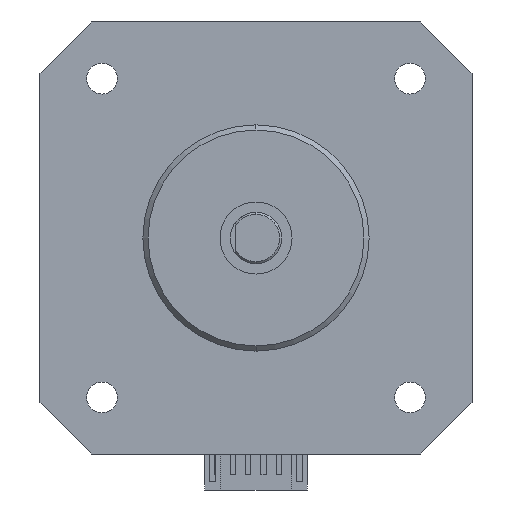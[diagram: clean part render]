
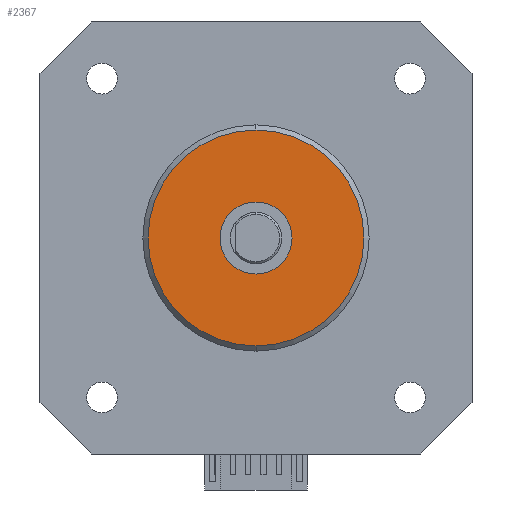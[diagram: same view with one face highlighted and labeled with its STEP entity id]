
A CAD part, left-side view. The second image highlights one B-rep face of the part: STEP entity #2367.
In plain terms, the highlighted planar face has unit normal (-1, 0, 0).
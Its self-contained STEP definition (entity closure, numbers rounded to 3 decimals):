
#37 = CARTESIAN_POINT ( 'NONE',  ( -35.7, 0., 0. ) ) ;
#441 = CARTESIAN_POINT ( 'NONE',  ( -35.7, 0., 3.5 ) ) ;
#443 = DIRECTION ( 'NONE',  ( -1., 0., 0. ) ) ;
#463 = CARTESIAN_POINT ( 'NONE',  ( -35.7, 0., 0. ) ) ;
#535 = DIRECTION ( 'NONE',  ( 0., 0., 1. ) ) ;
#559 = CARTESIAN_POINT ( 'NONE',  ( -35.7, 0., 0. ) ) ;
#876 = EDGE_CURVE ( 'NONE', #4471, #3120, #3628, .T. ) ;
#892 = ORIENTED_EDGE ( 'NONE', *, *, #876, .F. ) ;
#951 = DIRECTION ( 'NONE',  ( -1., 0., 0. ) ) ;
#996 = CIRCLE ( 'NONE', #3957, 10.5 ) ;
#1042 = DIRECTION ( 'NONE',  ( 0., 0., 1. ) ) ;
#1114 = ORIENTED_EDGE ( 'NONE', *, *, #4162, .F. ) ;
#1362 = FACE_BOUND ( 'NONE', #4336, .T. ) ;
#1400 = DIRECTION ( 'NONE',  ( -1., 0., 0. ) ) ;
#1591 = EDGE_LOOP ( 'NONE', ( #4307, #4161 ) ) ;
#1881 = CARTESIAN_POINT ( 'NONE',  ( -35.7, 0., 10.5 ) ) ;
#1954 = EDGE_CURVE ( 'NONE', #3327, #4763, #996, .T. ) ;
#2076 = AXIS2_PLACEMENT_3D ( 'NONE', #2639, #1400, #1042 ) ;
#2079 = DIRECTION ( 'NONE',  ( 0., 0., 1. ) ) ;
#2219 = DIRECTION ( 'NONE',  ( -1., 0., 0. ) ) ;
#2297 = CARTESIAN_POINT ( 'NONE',  ( -35.7, 0., 0. ) ) ;
#2349 = EDGE_CURVE ( 'NONE', #4763, #3327, #5148, .T. ) ;
#2367 = ADVANCED_FACE ( 'NONE', ( #4644, #1362 ), #5012, .T. ) ;
#2639 = CARTESIAN_POINT ( 'NONE',  ( -35.7, 0., 0. ) ) ;
#2895 = DIRECTION ( 'NONE',  ( 0., 0., 1. ) ) ;
#3008 = DIRECTION ( 'NONE',  ( 0., 0., 1. ) ) ;
#3120 = VERTEX_POINT ( 'NONE', #3676 ) ;
#3327 = VERTEX_POINT ( 'NONE', #1881 ) ;
#3589 = CARTESIAN_POINT ( 'NONE',  ( -35.7, 0., -10.5 ) ) ;
#3628 = CIRCLE ( 'NONE', #3884, 3.5 ) ;
#3676 = CARTESIAN_POINT ( 'NONE',  ( -35.7, 0., -3.5 ) ) ;
#3822 = CIRCLE ( 'NONE', #5197, 3.5 ) ;
#3884 = AXIS2_PLACEMENT_3D ( 'NONE', #37, #443, #2895 ) ;
#3957 = AXIS2_PLACEMENT_3D ( 'NONE', #463, #951, #2079 ) ;
#4032 = AXIS2_PLACEMENT_3D ( 'NONE', #559, #5086, #535 ) ;
#4161 = ORIENTED_EDGE ( 'NONE', *, *, #1954, .T. ) ;
#4162 = EDGE_CURVE ( 'NONE', #3120, #4471, #3822, .T. ) ;
#4307 = ORIENTED_EDGE ( 'NONE', *, *, #2349, .T. ) ;
#4336 = EDGE_LOOP ( 'NONE', ( #892, #1114 ) ) ;
#4471 = VERTEX_POINT ( 'NONE', #441 ) ;
#4644 = FACE_OUTER_BOUND ( 'NONE', #1591, .T. ) ;
#4763 = VERTEX_POINT ( 'NONE', #3589 ) ;
#5012 = PLANE ( 'NONE',  #4032 ) ;
#5086 = DIRECTION ( 'NONE',  ( -1., 0., 0. ) ) ;
#5148 = CIRCLE ( 'NONE', #2076, 10.5 ) ;
#5197 = AXIS2_PLACEMENT_3D ( 'NONE', #2297, #2219, #3008 ) ;
